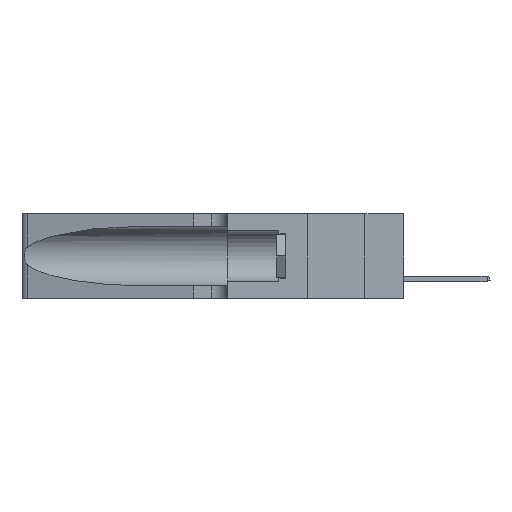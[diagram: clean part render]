
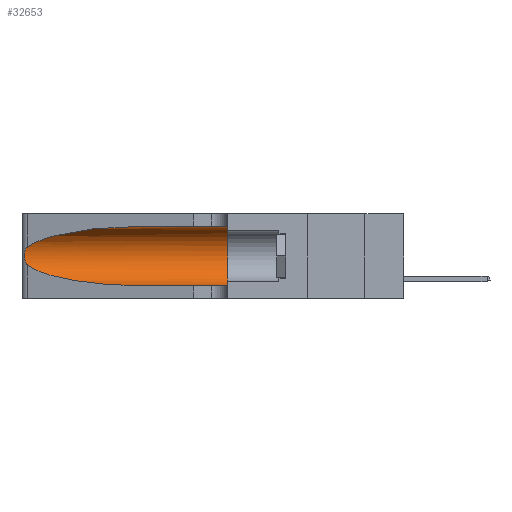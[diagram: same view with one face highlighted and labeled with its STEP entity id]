
A CAD part, left-side view. The second image highlights one B-rep face of the part: STEP entity #32653.
In plain terms, the highlighted cylindrical face has radius 3.308 mm (diameter 6.617 mm), a partial arc.
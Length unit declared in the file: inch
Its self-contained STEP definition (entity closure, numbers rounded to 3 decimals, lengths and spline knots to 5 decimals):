
#282 = CARTESIAN_POINT ( 'NONE',  ( 0.1305, 0.35, 0.185 ) ) ;
#1377 = EDGE_CURVE ( 'NONE', #19663, #6507, #22109, .T. ) ;
#1670 = CIRCLE ( 'NONE', #11130, 0.13025 ) ;
#2214 = B_SPLINE_CURVE_WITH_KNOTS ( 'NONE', 3,
 ( #15178, #11845, #5347, #16084, #19579, #2284, #33152, #2434, #30568, #9689, #16386, #16695, #26921, #44837 ),
 .UNSPECIFIED., .F., .F.,
 ( 4, 2, 2, 2, 2, 2, 4 ),
 ( 0., 0.00027, 0.00053, 0.00107, 0.0016, 0.00187, 0.00214 ),
 .UNSPECIFIED. ) ;
#2284 = CARTESIAN_POINT ( 'NONE',  ( 0.26018, 1.23835, 0.19895 ) ) ;
#2434 = CARTESIAN_POINT ( 'NONE',  ( 0.26075, 1.23896, 0.178 ) ) ;
#3613 = VECTOR ( 'NONE', #32109, 39.37008 ) ;
#5079 = ORIENTED_EDGE ( 'NONE', *, *, #17728, .T. ) ;
#5347 = CARTESIAN_POINT ( 'NONE',  ( 0.25639, 1.23184, 0.21858 ) ) ;
#6507 = VERTEX_POINT ( 'NONE', #41399 ) ;
#7132 = DIRECTION ( 'NONE',  ( 0., 0., 1. ) ) ;
#9368 = EDGE_CURVE ( 'NONE', #42496, #13015, #38419, .T. ) ;
#9689 = CARTESIAN_POINT ( 'NONE',  ( 0.25856, 1.23593, 0.16098 ) ) ;
#11130 = AXIS2_PLACEMENT_3D ( 'NONE', #282, #31465, #7132 ) ;
#11146 = CARTESIAN_POINT ( 'NONE',  ( 0.25487, 1.22718, 0.22369 ) ) ;
#11166 = CARTESIAN_POINT ( 'NONE',  ( 0.1305, 0.35, 0.31525 ) ) ;
#11678 = CARTESIAN_POINT ( 'NONE',  ( 0.1305, 0.72297, 0.31525 ) ) ;
#11845 = CARTESIAN_POINT ( 'NONE',  ( 0.25555, 1.22994, 0.2215 ) ) ;
#11861 = CARTESIAN_POINT ( 'NONE',  ( 0.1305, 0.72297, 0.05475 ) ) ;
#12427 = CARTESIAN_POINT ( 'NONE',  ( 0.1305, 1.61858, 0.185 ) ) ;
#12782 = CARTESIAN_POINT ( 'NONE',  ( 0.18966, 0.96281, 0.05475 ) ) ;
#13015 = VERTEX_POINT ( 'NONE', #11146 ) ;
#13359 = DIRECTION ( 'NONE',  ( 0., -1., 0. ) ) ;
#14494 = ORIENTED_EDGE ( 'NONE', *, *, #31693, .T. ) ;
#14533 = ORIENTED_EDGE ( 'NONE', *, *, #9368, .T. ) ;
#15178 = CARTESIAN_POINT ( 'NONE',  ( 0.25487, 1.22718, 0.22369 ) ) ;
#16084 = CARTESIAN_POINT ( 'NONE',  ( 0.25787, 1.23484, 0.2124 ) ) ;
#16386 = CARTESIAN_POINT ( 'NONE',  ( 0.25789, 1.23486, 0.15765 ) ) ;
#16695 = CARTESIAN_POINT ( 'NONE',  ( 0.25639, 1.23186, 0.15144 ) ) ;
#17145 = CYLINDRICAL_SURFACE ( 'NONE', #35737, 0.13025 ) ;
#17728 = EDGE_CURVE ( 'NONE', #29194, #19663, #39851, .T. ) ;
#18000 = DIRECTION ( 'NONE',  ( 0., -1., 0. ) ) ;
#19579 = CARTESIAN_POINT ( 'NONE',  ( 0.25854, 1.2359, 0.20912 ) ) ;
#19663 = VERTEX_POINT ( 'NONE', #11861 ) ;
#21053 = VERTEX_POINT ( 'NONE', #11166 ) ;
#22109 = LINE ( 'NONE', #42583, #3613 ) ;
#22203 = CARTESIAN_POINT ( 'NONE',  ( 0.18966, 0.96281, 0.31525 ) ) ;
#25721 = CARTESIAN_POINT ( 'NONE',  ( 0.2373, 1.15595, 0.28018 ) ) ;
#26793 = VECTOR ( 'NONE', #18000, 39.37008 ) ;
#26921 = CARTESIAN_POINT ( 'NONE',  ( 0.25555, 1.22993, 0.14849 ) ) ;
#27231 = CARTESIAN_POINT ( 'NONE',  ( 0.25487, 1.22718, 0.14631 ) ) ;
#28541 = ORIENTED_EDGE ( 'NONE', *, *, #1377, .T. ) ;
#28574 = FACE_OUTER_BOUND ( 'NONE', #31937, .T. ) ;
#29194 = VERTEX_POINT ( 'NONE', #31202 ) ;
#30004 = EDGE_CURVE ( 'NONE', #21053, #6507, #1670, .T. ) ;
#30568 = CARTESIAN_POINT ( 'NONE',  ( 0.26017, 1.23833, 0.17102 ) ) ;
#31174 = CARTESIAN_POINT ( 'NONE',  ( 0.1305, 0.72297, 0.31525 ) ) ;
#31202 = CARTESIAN_POINT ( 'NONE',  ( 0.25487, 1.22718, 0.14631 ) ) ;
#31465 = DIRECTION ( 'NONE',  ( 0., 1., 0. ) ) ;
#31693 = EDGE_CURVE ( 'NONE', #13015, #29194, #2214, .T. ) ;
#31937 = EDGE_LOOP ( 'NONE', ( #14533, #14494, #5079, #28541, #33689, #44572 ) ) ;
#32109 = DIRECTION ( 'NONE',  ( 0., -1., 0. ) ) ;
#32653 = ADVANCED_FACE ( 'NONE', ( #28574 ), #17145, .F. ) ;
#33152 = CARTESIAN_POINT ( 'NONE',  ( 0.26075, 1.23896, 0.19203 ) ) ;
#33624 = CARTESIAN_POINT ( 'NONE',  ( 0.1305, 0.72297, 0.05475 ) ) ;
#33689 = ORIENTED_EDGE ( 'NONE', *, *, #30004, .F. ) ;
#34645 = EDGE_CURVE ( 'NONE', #42496, #21053, #35998, .T. ) ;
#35352 = CARTESIAN_POINT ( 'NONE',  ( 0.1305, 1.61858, 0.31525 ) ) ;
#35737 = AXIS2_PLACEMENT_3D ( 'NONE', #12427, #13359, #40124 ) ;
#35998 = LINE ( 'NONE', #35352, #26793 ) ;
#37411 = CARTESIAN_POINT ( 'NONE',  ( 0.2373, 1.15595, 0.08982 ) ) ;
#38419 =( BOUNDED_CURVE ( )  B_SPLINE_CURVE ( 3, ( #11678, #22203, #25721, #39676 ),
 .UNSPECIFIED., .F., .F. ) 
 B_SPLINE_CURVE_WITH_KNOTS ( ( 4, 4 ),
 ( 1.5708, 2.84003 ),
 .UNSPECIFIED. ) 
 CURVE ( )  GEOMETRIC_REPRESENTATION_ITEM ( )  RATIONAL_B_SPLINE_CURVE ( ( 1., 0.87, 0.87, 1. ) ) 
 REPRESENTATION_ITEM ( '' )  );
#39676 = CARTESIAN_POINT ( 'NONE',  ( 0.25487, 1.22718, 0.22369 ) ) ;
#39851 =( BOUNDED_CURVE ( )  B_SPLINE_CURVE ( 3, ( #27231, #37411, #12782, #33624 ),
 .UNSPECIFIED., .F., .T. ) 
 B_SPLINE_CURVE_WITH_KNOTS ( ( 4, 4 ),
 ( 3.44316, 4.71239 ),
 .UNSPECIFIED. ) 
 CURVE ( )  GEOMETRIC_REPRESENTATION_ITEM ( )  RATIONAL_B_SPLINE_CURVE ( ( 1., 0.87, 0.87, 1. ) ) 
 REPRESENTATION_ITEM ( '' )  );
#40124 = DIRECTION ( 'NONE',  ( 0., 0., -1. ) ) ;
#41399 = CARTESIAN_POINT ( 'NONE',  ( 0.1305, 0.35, 0.05475 ) ) ;
#42496 = VERTEX_POINT ( 'NONE', #31174 ) ;
#42583 = CARTESIAN_POINT ( 'NONE',  ( 0.1305, 1.61858, 0.05475 ) ) ;
#44572 = ORIENTED_EDGE ( 'NONE', *, *, #34645, .F. ) ;
#44837 = CARTESIAN_POINT ( 'NONE',  ( 0.25487, 1.22718, 0.14631 ) ) ;
